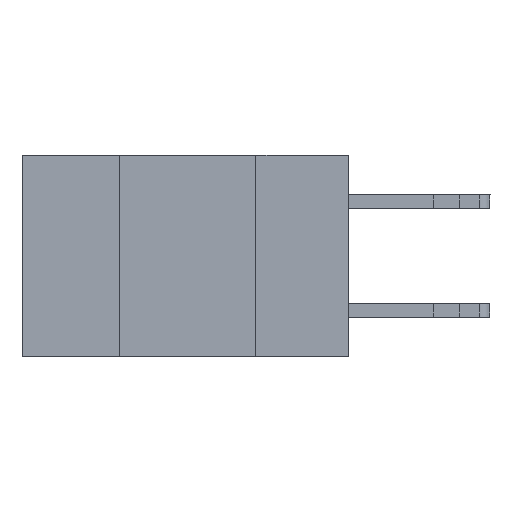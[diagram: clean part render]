
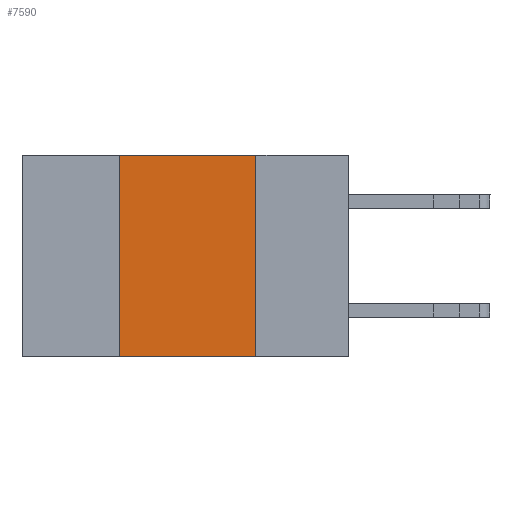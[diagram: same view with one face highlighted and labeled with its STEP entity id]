
A CAD part, left-side view. The second image highlights one B-rep face of the part: STEP entity #7590.
In plain terms, the highlighted planar face has unit normal (-1, 0, 0).
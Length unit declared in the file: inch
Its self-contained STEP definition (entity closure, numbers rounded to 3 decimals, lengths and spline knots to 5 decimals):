
#73 = VECTOR ( 'NONE', #4116, 39.37008 ) ;
#219 = CARTESIAN_POINT ( 'NONE',  ( 0., 0.6, 0. ) ) ;
#2255 = LINE ( 'NONE', #9743, #12416 ) ;
#2335 = AXIS2_PLACEMENT_3D ( 'NONE', #219, #14880, #7430 ) ;
#2459 = VERTEX_POINT ( 'NONE', #2829 ) ;
#2818 = LINE ( 'NONE', #16270, #5192 ) ;
#2829 = CARTESIAN_POINT ( 'NONE',  ( 0., 0.17, 0. ) ) ;
#3428 = CARTESIAN_POINT ( 'NONE',  ( 0., 0.42, 0. ) ) ;
#3896 = EDGE_CURVE ( 'NONE', #15649, #9672, #2255, .T. ) ;
#4116 = DIRECTION ( 'NONE',  ( 0., -1., 0. ) ) ;
#5149 = CARTESIAN_POINT ( 'NONE',  ( 0., 0.42, -0.37 ) ) ;
#5192 = VECTOR ( 'NONE', #5906, 39.37008 ) ;
#5906 = DIRECTION ( 'NONE',  ( 0., -1., 0. ) ) ;
#6770 = CARTESIAN_POINT ( 'NONE',  ( 0., 0.17, -0.37 ) ) ;
#7430 = DIRECTION ( 'NONE',  ( 0., 0., -1. ) ) ;
#7590 = ADVANCED_FACE ( 'NONE', ( #17560 ), #17826, .F. ) ;
#8942 = ORIENTED_EDGE ( 'NONE', *, *, #15874, .F. ) ;
#8971 = EDGE_CURVE ( 'NONE', #15649, #17870, #17340, .T. ) ;
#9672 = VERTEX_POINT ( 'NONE', #3428 ) ;
#9743 = CARTESIAN_POINT ( 'NONE',  ( 0., 0.42, 0. ) ) ;
#10879 = ORIENTED_EDGE ( 'NONE', *, *, #3896, .F. ) ;
#11653 = CARTESIAN_POINT ( 'NONE',  ( 0., 0.17, 0. ) ) ;
#11765 = ORIENTED_EDGE ( 'NONE', *, *, #13516, .F. ) ;
#12416 = VECTOR ( 'NONE', #18578, 39.37008 ) ;
#13516 = EDGE_CURVE ( 'NONE', #9672, #2459, #2818, .T. ) ;
#14133 = VECTOR ( 'NONE', #17512, 39.37008 ) ;
#14397 = CARTESIAN_POINT ( 'NONE',  ( 0., 0.6, -0.37 ) ) ;
#14880 = DIRECTION ( 'NONE',  ( 1., 0., 0. ) ) ;
#15649 = VERTEX_POINT ( 'NONE', #5149 ) ;
#15874 = EDGE_CURVE ( 'NONE', #2459, #17870, #18734, .T. ) ;
#16102 = EDGE_LOOP ( 'NONE', ( #8942, #11765, #10879, #17002 ) ) ;
#16270 = CARTESIAN_POINT ( 'NONE',  ( 0., 0.6, 0. ) ) ;
#17002 = ORIENTED_EDGE ( 'NONE', *, *, #8971, .T. ) ;
#17340 = LINE ( 'NONE', #14397, #73 ) ;
#17512 = DIRECTION ( 'NONE',  ( 0., 0., -1. ) ) ;
#17560 = FACE_OUTER_BOUND ( 'NONE', #16102, .T. ) ;
#17826 = PLANE ( 'NONE',  #2335 ) ;
#17870 = VERTEX_POINT ( 'NONE', #6770 ) ;
#18578 = DIRECTION ( 'NONE',  ( 0., 0., 1. ) ) ;
#18734 = LINE ( 'NONE', #11653, #14133 ) ;
